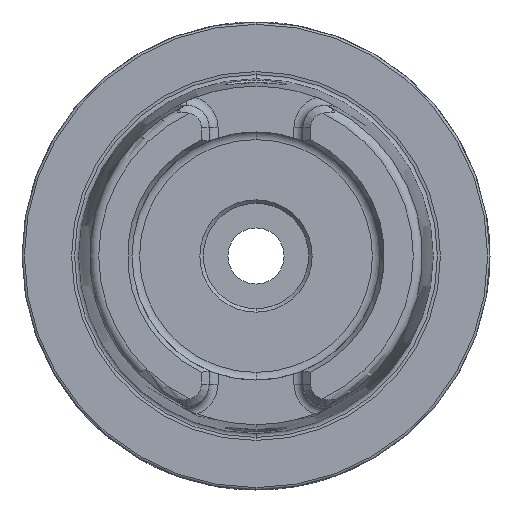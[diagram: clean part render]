
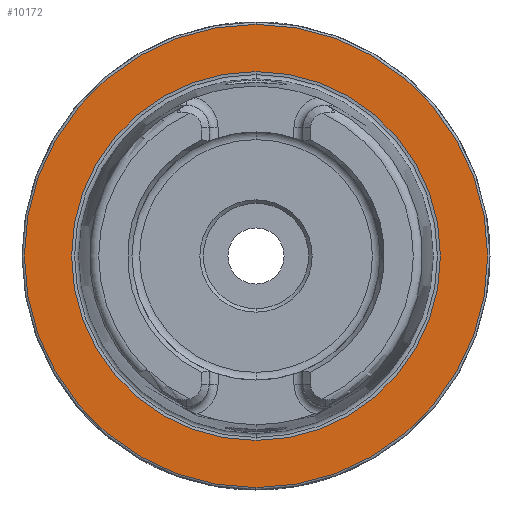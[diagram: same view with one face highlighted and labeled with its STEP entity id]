
A CAD part, left-side view. The second image highlights one B-rep face of the part: STEP entity #10172.
In plain terms, the highlighted planar face has unit normal (-1, 0, 0).
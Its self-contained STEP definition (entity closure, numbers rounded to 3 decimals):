
#182 = VERTEX_POINT ( 'NONE', #203 ) ;
#203 = CARTESIAN_POINT ( 'NONE',  ( 0., 0., -49.5 ) ) ;
#215 = VERTEX_POINT ( 'NONE', #10321 ) ;
#230 = VERTEX_POINT ( 'NONE', #10333 ) ;
#235 = VERTEX_POINT ( 'NONE', #10349 ) ;
#1187 = PLANE ( 'NONE',  #9690 ) ;
#1188 = CARTESIAN_POINT ( 'NONE',  ( 0., 49.5, 0. ) ) ;
#1189 = DIRECTION ( 'NONE',  ( 1., 0., 0. ) ) ;
#1190 = DIRECTION ( 'NONE',  ( 0., 0., -1. ) ) ;
#1637 = FACE_BOUND ( 'NONE', #2038, .T. ) ;
#1638 = FACE_OUTER_BOUND ( 'NONE', #2039, .T. ) ;
#2038 = EDGE_LOOP ( 'NONE', ( #2146, #2145 ) ) ;
#2039 = EDGE_LOOP ( 'NONE', ( #2144, #2143 ) ) ;
#2143 = ORIENTED_EDGE ( 'NONE', *, *, #4143, .T. ) ;
#2144 = ORIENTED_EDGE ( 'NONE', *, *, #3453, .T. ) ;
#2145 = ORIENTED_EDGE ( 'NONE', *, *, #3520, .F. ) ;
#2146 = ORIENTED_EDGE ( 'NONE', *, *, #4142, .F. ) ;
#3453 = EDGE_CURVE ( 'NONE', #215, #182, #3765, .T. ) ;
#3520 = EDGE_CURVE ( 'NONE', #230, #235, #3799, .T. ) ;
#3765 = CIRCLE ( 'NONE', #4463, 49.5 ) ;
#3799 = CIRCLE ( 'NONE', #4481, 39.405 ) ;
#4142 = EDGE_CURVE ( 'NONE', #235, #230, #4609, .T. ) ;
#4143 = EDGE_CURVE ( 'NONE', #182, #215, #4610, .T. ) ;
#4463 = AXIS2_PLACEMENT_3D ( 'NONE', #8557, #8558, #8559 ) ;
#4481 = AXIS2_PLACEMENT_3D ( 'NONE', #8753, #8754, #8755 ) ;
#4609 = CIRCLE ( 'NONE', #9066, 39.405 ) ;
#4610 = CIRCLE ( 'NONE', #9067, 49.5 ) ;
#7722 = CARTESIAN_POINT ( 'NONE',  ( 0., 0., 0. ) ) ;
#7723 = DIRECTION ( 'NONE',  ( -1., 0., 0. ) ) ;
#7724 = DIRECTION ( 'NONE',  ( 0., 0., 1. ) ) ;
#7725 = CARTESIAN_POINT ( 'NONE',  ( 0., 0., 0. ) ) ;
#7726 = DIRECTION ( 'NONE',  ( -1., 0., 0. ) ) ;
#7727 = DIRECTION ( 'NONE',  ( 0., 0., 1. ) ) ;
#8557 = CARTESIAN_POINT ( 'NONE',  ( 0., 0., 0. ) ) ;
#8558 = DIRECTION ( 'NONE',  ( -1., 0., 0. ) ) ;
#8559 = DIRECTION ( 'NONE',  ( 0., 0., 1. ) ) ;
#8753 = CARTESIAN_POINT ( 'NONE',  ( 0., 0., 0. ) ) ;
#8754 = DIRECTION ( 'NONE',  ( -1., 0., 0. ) ) ;
#8755 = DIRECTION ( 'NONE',  ( 0., 0., 1. ) ) ;
#9066 = AXIS2_PLACEMENT_3D ( 'NONE', #7722, #7723, #7724 ) ;
#9067 = AXIS2_PLACEMENT_3D ( 'NONE', #7725, #7726, #7727 ) ;
#9690 = AXIS2_PLACEMENT_3D ( 'NONE', #1188, #1189, #1190 ) ;
#10172 = ADVANCED_FACE ( 'NONE', ( #1637, #1638 ), #1187, .F. ) ;
#10321 = CARTESIAN_POINT ( 'NONE',  ( 0., 0., 49.5 ) ) ;
#10333 = CARTESIAN_POINT ( 'NONE',  ( 0., 0., -39.405 ) ) ;
#10349 = CARTESIAN_POINT ( 'NONE',  ( 0., 0., 39.405 ) ) ;
